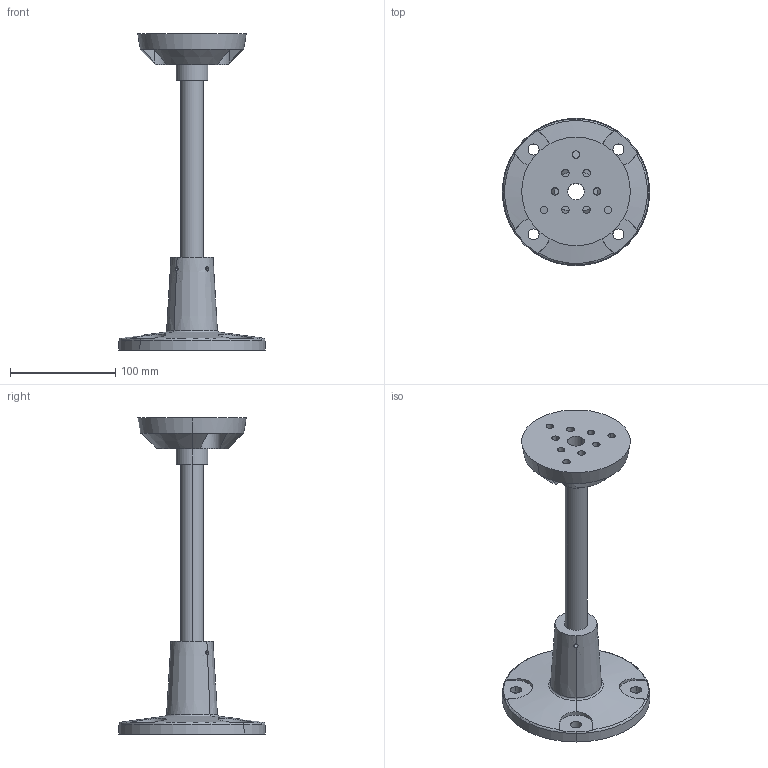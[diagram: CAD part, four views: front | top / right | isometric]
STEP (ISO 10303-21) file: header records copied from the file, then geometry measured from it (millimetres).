
FILE_DESCRIPTION(('starvars output'),'2;1');
FILE_NAME('XVCZ13_3D.stp','19:37:03 2020/03/31',( 'Thomas Industrial Network Germany GmbH'),( 'Thomas Industrial Network Germany GmbH'),'unknown preprocess','ACIS' ,'unknown authorization');
FILE_SCHEMA(('AUTOMOTIVE_DESIGN_CC2 {UNKNOWN IMPLEMENTATION LEVEL}'));
Length unit declared in the file: millimetre
Products named in the file (1): PRODUCT_ID_8
Bounding box: 139.47 x 139.47 x 300 mm (x, y, z)
Volume: 503041.8 mm3; surface area: 100820.7 mm2
Topology: 1 solids, 1 shells, 88 faces, 234 edges, 152 vertices
Faces by surface type: cylinder 45, plane 26, cone 13, torus 4
Entity records: 3416 total; most frequent: CARTESIAN_POINT 714, ORIENTED_EDGE 468, DIRECTION 309, EDGE_CURVE 234, VERTEX_POINT 152, EDGE_LOOP 120, FACE_BOUND 120, AXIS2_PLACEMENT_3D 117
